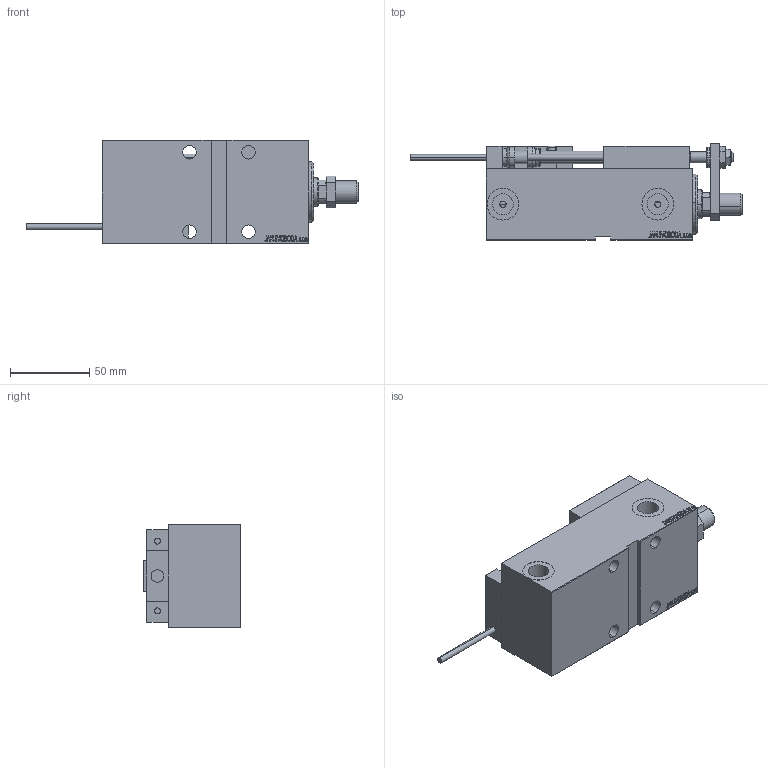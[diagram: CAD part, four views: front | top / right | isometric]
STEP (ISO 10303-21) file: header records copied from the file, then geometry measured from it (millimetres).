
FILE_DESCRIPTION (( 'STEP AP203' ), '1' );
FILE_NAME ('41cf.STEP', '2022-04-17T13:11:05', ( '' ), ( '' ), 'SwSTEP 2.0', 'SolidWorks 2019', '' );
FILE_SCHEMA (( 'CONFIG_CONTROL_DESIGN' ));
Length unit declared in the file: millimetre
Products named in the file (17): NUT_D12 b044f3d328f583c0c59c0f7d4f4493e8; V450CM_VC_G b044f3d328f583c0c59c0f7d4f4493e8; SWITCH_X_FRONT_BACK b044f3d328f583c0c59c0f7d4f4493e8; SWITCH X b044f3d328f583c0c59c0f7d4f4493e8; ALLEN BOLT D8 b044f3d328f583c0c59c0f7d4f4493e8; KONCOVKA b044f3d328f583c0c59c0f7d4f4493e8; MAGNET b044f3d328f583c0c59c0f7d4f4493e8; V450CM_G_VCP b044f3d328f583c0c59c0f7d4f4493e8; Block b044f3d328f583c0c59c0f7d4f4493e8; 41cf; SWITCH DIM B,W b044f3d328f583c0c59c0f7d4f4493e8; V450CM_MALE_METRIC b044f3d328f583c0c59c0f7d4f4493e8; ZARAZKA b044f3d328f583c0c59c0f7d4f4493e8; ALLEN BOLT D5 b044f3d328f583c0c59c0f7d4f4493e8; TYC_L79 b044f3d328f583c0c59c0f7d4f4493e8; V450CM_G_Body b044f3d328f583c0c59c0f7d4f4493e8; NUT_D10 b044f3d328f583c0c59c0f7d4f4493e8
Assembly tree (26 placements, depth 3):
  41cf
    V450CM_G_Body b044f3d328f583c0c59c0f7d4f4493e8
    V450CM_G_VCP b044f3d328f583c0c59c0f7d4f4493e8
    V450CM_VC_G b044f3d328f583c0c59c0f7d4f4493e8
    SWITCH X b044f3d328f583c0c59c0f7d4f4493e8
      SWITCH_X_FRONT_BACK b044f3d328f583c0c59c0f7d4f4493e8  x2
      TYC_L79 b044f3d328f583c0c59c0f7d4f4493e8
      Block b044f3d328f583c0c59c0f7d4f4493e8  x2
      ALLEN BOLT D5 b044f3d328f583c0c59c0f7d4f4493e8  x4
      ALLEN BOLT D8 b044f3d328f583c0c59c0f7d4f4493e8  x4
      MAGNET b044f3d328f583c0c59c0f7d4f4493e8  x2
      KONCOVKA b044f3d328f583c0c59c0f7d4f4493e8  x2
    ZARAZKA b044f3d328f583c0c59c0f7d4f4493e8
    NUT_D10 b044f3d328f583c0c59c0f7d4f4493e8
    NUT_D12 b044f3d328f583c0c59c0f7d4f4493e8
    SWITCH DIM B,W b044f3d328f583c0c59c0f7d4f4493e8
    V450CM_MALE_METRIC b044f3d328f583c0c59c0f7d4f4493e8
Bounding box: 209 x 60.5 x 65 mm (x, y, z)
Volume: 397091.4 mm3; surface area: 92091.9 mm2
Topology: 25 solids, 25 shells, 1309 faces, 3135 edges, 2002 vertices
Faces by surface type: plane 574, bspline 380, cylinder 188, cone 117, torus 46, sphere 4
Entity records: 50703 total; most frequent: CARTESIAN_POINT 25599, ORIENTED_EDGE 5290, DIRECTION 3584, EDGE_CURVE 2645, VERTEX_POINT 1726, VECTOR 1522, LINE 1522, EDGE_LOOP 1219
